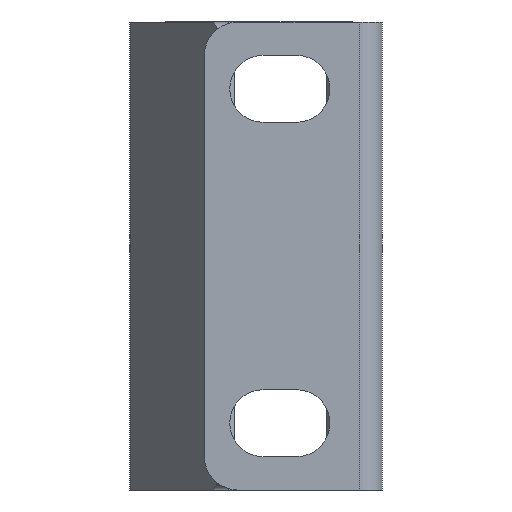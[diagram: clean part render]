
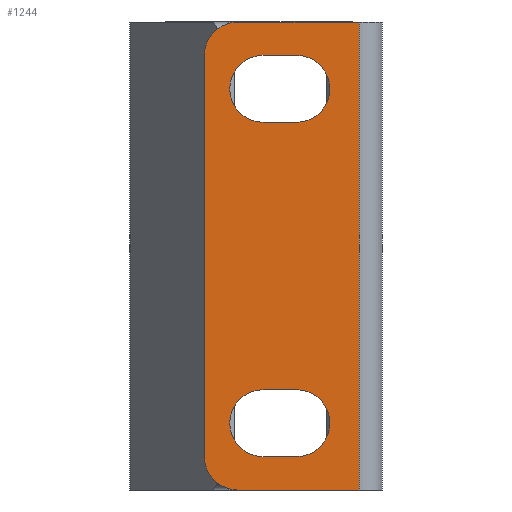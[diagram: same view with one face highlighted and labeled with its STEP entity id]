
A CAD part, left-side view. The second image highlights one B-rep face of the part: STEP entity #1244.
In plain terms, the highlighted planar face has unit normal (-1, 0, 0).
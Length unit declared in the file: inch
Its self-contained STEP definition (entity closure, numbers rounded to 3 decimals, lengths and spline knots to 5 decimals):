
#17 = LINE ( 'NONE', #1750, #1108 ) ;
#38 = DIRECTION ( 'NONE',  ( 1., 0., 0. ) ) ;
#62 = EDGE_CURVE ( 'NONE', #958, #1317, #678, .T. ) ;
#70 = DIRECTION ( 'NONE',  ( 0., 1., 0. ) ) ;
#92 = CARTESIAN_POINT ( 'NONE',  ( 0., 0.688, 0.75 ) ) ;
#97 = AXIS2_PLACEMENT_3D ( 'NONE', #1312, #38, #877 ) ;
#113 = CARTESIAN_POINT ( 'NONE',  ( 0., 0.688, 0.75 ) ) ;
#119 = DIRECTION ( 'NONE',  ( 1., 0., 0. ) ) ;
#140 = CIRCLE ( 'NONE', #519, 0.125 ) ;
#147 = CARTESIAN_POINT ( 'NONE',  ( 0., 0.563, -0.875 ) ) ;
#180 = VERTEX_POINT ( 'NONE', #1323 ) ;
#183 = AXIS2_PLACEMENT_3D ( 'NONE', #1632, #1480, #368 ) ;
#193 = EDGE_CURVE ( 'NONE', #742, #626, #1654, .T. ) ;
#203 = LINE ( 'NONE', #517, #1486 ) ;
#216 = CARTESIAN_POINT ( 'NONE',  ( 0., 0.688, 0.875 ) ) ;
#220 = VERTEX_POINT ( 'NONE', #1460 ) ;
#232 = DIRECTION ( 'NONE',  ( 0., 1., 0. ) ) ;
#242 = VECTOR ( 'NONE', #1181, 39.37008 ) ;
#332 = VERTEX_POINT ( 'NONE', #1745 ) ;
#367 = LINE ( 'NONE', #1058, #1516 ) ;
#368 = DIRECTION ( 'NONE',  ( 0., -1., 0. ) ) ;
#384 = DIRECTION ( 'NONE',  ( 0., 1., 0. ) ) ;
#392 = CIRCLE ( 'NONE', #1413, 0.125 ) ;
#393 = CARTESIAN_POINT ( 'NONE',  ( 0., 0.468, 0.625 ) ) ;
#395 = CARTESIAN_POINT ( 'NONE',  ( 0., 0.468, -0.625 ) ) ;
#427 = ORIENTED_EDGE ( 'NONE', *, *, #1482, .T. ) ;
#433 = LINE ( 'NONE', #989, #242 ) ;
#435 = EDGE_CURVE ( 'NONE', #871, #1239, #392, .T. ) ;
#458 = CARTESIAN_POINT ( 'NONE',  ( 0., 0.468, -0.5 ) ) ;
#467 = PLANE ( 'NONE',  #1470 ) ;
#476 = VECTOR ( 'NONE', #668, 39.37008 ) ;
#492 = CARTESIAN_POINT ( 'NONE',  ( 0., 0.343, 0.5 ) ) ;
#500 = CARTESIAN_POINT ( 'NONE',  ( 0., 0.688, -0.5 ) ) ;
#506 = EDGE_CURVE ( 'NONE', #579, #220, #1506, .T. ) ;
#515 = EDGE_LOOP ( 'NONE', ( #869, #882, #427, #541, #1235, #1356 ) ) ;
#516 = EDGE_CURVE ( 'NONE', #817, #1688, #1367, .T. ) ;
#517 = CARTESIAN_POINT ( 'NONE',  ( 0., 0.688, -0.75 ) ) ;
#519 = AXIS2_PLACEMENT_3D ( 'NONE', #393, #119, #1372 ) ;
#522 = EDGE_LOOP ( 'NONE', ( #1607, #1455, #1581, #1398 ) ) ;
#523 = CARTESIAN_POINT ( 'NONE',  ( 0., 0.343, -0.625 ) ) ;
#540 = CARTESIAN_POINT ( 'NONE',  ( 0., 0.688, -0.875 ) ) ;
#541 = ORIENTED_EDGE ( 'NONE', *, *, #193, .T. ) ;
#550 = CARTESIAN_POINT ( 'NONE',  ( 0., 0.343, -0.5 ) ) ;
#569 = CARTESIAN_POINT ( 'NONE',  ( 0., 0.468, 0.5 ) ) ;
#579 = VERTEX_POINT ( 'NONE', #550 ) ;
#600 = CARTESIAN_POINT ( 'NONE',  ( 0., 0.563, 0.75 ) ) ;
#626 = VERTEX_POINT ( 'NONE', #147 ) ;
#642 = ORIENTED_EDGE ( 'NONE', *, *, #516, .T. ) ;
#668 = DIRECTION ( 'NONE',  ( 0., -1., 0. ) ) ;
#678 = CIRCLE ( 'NONE', #706, 0.125 ) ;
#706 = AXIS2_PLACEMENT_3D ( 'NONE', #600, #1592, #1166 ) ;
#729 = VECTOR ( 'NONE', #1194, 39.37008 ) ;
#742 = VERTEX_POINT ( 'NONE', #1594 ) ;
#752 = CARTESIAN_POINT ( 'NONE',  ( 0., 0.343, 0.75 ) ) ;
#791 = DIRECTION ( 'NONE',  ( 0., 0., -1. ) ) ;
#812 = VECTOR ( 'NONE', #898, 39.37008 ) ;
#817 = VERTEX_POINT ( 'NONE', #1316 ) ;
#828 = DIRECTION ( 'NONE',  ( 0., 0., -1. ) ) ;
#863 = EDGE_CURVE ( 'NONE', #1239, #579, #1212, .T. ) ;
#869 = ORIENTED_EDGE ( 'NONE', *, *, #1814, .T. ) ;
#871 = VERTEX_POINT ( 'NONE', #1623 ) ;
#877 = DIRECTION ( 'NONE',  ( 0., 1., 0. ) ) ;
#882 = ORIENTED_EDGE ( 'NONE', *, *, #62, .T. ) ;
#898 = DIRECTION ( 'NONE',  ( 0., 1., 0. ) ) ;
#958 = VERTEX_POINT ( 'NONE', #1461 ) ;
#989 = CARTESIAN_POINT ( 'NONE',  ( 0., 0.9175, -0.875 ) ) ;
#1058 = CARTESIAN_POINT ( 'NONE',  ( 0., 0.688, 0.5 ) ) ;
#1065 = DIRECTION ( 'NONE',  ( 0., 1., 0. ) ) ;
#1074 = DIRECTION ( 'NONE',  ( 1., 0., 0. ) ) ;
#1099 = AXIS2_PLACEMENT_3D ( 'NONE', #523, #1645, #384 ) ;
#1108 = VECTOR ( 'NONE', #791, 39.37008 ) ;
#1166 = DIRECTION ( 'NONE',  ( 0., 1., 0. ) ) ;
#1181 = DIRECTION ( 'NONE',  ( 0., 1., 0. ) ) ;
#1194 = DIRECTION ( 'NONE',  ( 0., -1., 0. ) ) ;
#1212 = LINE ( 'NONE', #500, #729 ) ;
#1225 = EDGE_CURVE ( 'NONE', #1688, #1305, #1437, .T. ) ;
#1235 = ORIENTED_EDGE ( 'NONE', *, *, #1265, .F. ) ;
#1239 = VERTEX_POINT ( 'NONE', #458 ) ;
#1244 = ADVANCED_FACE ( 'NONE', ( #1707, #1691, #1580 ), #467, .T. ) ;
#1265 = EDGE_CURVE ( 'NONE', #332, #626, #433, .T. ) ;
#1270 = ORIENTED_EDGE ( 'NONE', *, *, #1225, .T. ) ;
#1305 = VERTEX_POINT ( 'NONE', #492 ) ;
#1310 = EDGE_LOOP ( 'NONE', ( #1493, #1768, #642, #1270 ) ) ;
#1312 = CARTESIAN_POINT ( 'NONE',  ( 0., 0.343, 0.625 ) ) ;
#1316 = CARTESIAN_POINT ( 'NONE',  ( 0., 0.468, 0.75 ) ) ;
#1317 = VERTEX_POINT ( 'NONE', #92 ) ;
#1323 = CARTESIAN_POINT ( 'NONE',  ( 0., 0.10831, 0.875 ) ) ;
#1356 = ORIENTED_EDGE ( 'NONE', *, *, #1689, .F. ) ;
#1367 = LINE ( 'NONE', #113, #476 ) ;
#1372 = DIRECTION ( 'NONE',  ( 0., 1., 0. ) ) ;
#1380 = LINE ( 'NONE', #540, #1785 ) ;
#1398 = ORIENTED_EDGE ( 'NONE', *, *, #863, .T. ) ;
#1413 = AXIS2_PLACEMENT_3D ( 'NONE', #395, #1074, #1065 ) ;
#1437 = CIRCLE ( 'NONE', #97, 0.125 ) ;
#1438 = DIRECTION ( 'NONE',  ( -1., 0., 0. ) ) ;
#1455 = ORIENTED_EDGE ( 'NONE', *, *, #1701, .T. ) ;
#1460 = CARTESIAN_POINT ( 'NONE',  ( 0., 0.343, -0.75 ) ) ;
#1461 = CARTESIAN_POINT ( 'NONE',  ( 0., 0.563, 0.875 ) ) ;
#1470 = AXIS2_PLACEMENT_3D ( 'NONE', #1725, #1438, #1589 ) ;
#1480 = DIRECTION ( 'NONE',  ( -1., 0., 0. ) ) ;
#1482 = EDGE_CURVE ( 'NONE', #1317, #742, #1380, .T. ) ;
#1486 = VECTOR ( 'NONE', #70, 39.37008 ) ;
#1493 = ORIENTED_EDGE ( 'NONE', *, *, #1747, .T. ) ;
#1506 = CIRCLE ( 'NONE', #1099, 0.125 ) ;
#1516 = VECTOR ( 'NONE', #232, 39.37008 ) ;
#1548 = EDGE_CURVE ( 'NONE', #1616, #817, #140, .T. ) ;
#1580 = FACE_BOUND ( 'NONE', #522, .T. ) ;
#1581 = ORIENTED_EDGE ( 'NONE', *, *, #435, .T. ) ;
#1589 = DIRECTION ( 'NONE',  ( 0., -1., 0. ) ) ;
#1592 = DIRECTION ( 'NONE',  ( -1., 0., 0. ) ) ;
#1594 = CARTESIAN_POINT ( 'NONE',  ( 0., 0.688, -0.75 ) ) ;
#1600 = LINE ( 'NONE', #216, #812 ) ;
#1607 = ORIENTED_EDGE ( 'NONE', *, *, #506, .T. ) ;
#1616 = VERTEX_POINT ( 'NONE', #569 ) ;
#1623 = CARTESIAN_POINT ( 'NONE',  ( 0., 0.468, -0.75 ) ) ;
#1632 = CARTESIAN_POINT ( 'NONE',  ( 0., 0.563, -0.75 ) ) ;
#1645 = DIRECTION ( 'NONE',  ( 1., 0., 0. ) ) ;
#1654 = CIRCLE ( 'NONE', #183, 0.125 ) ;
#1688 = VERTEX_POINT ( 'NONE', #752 ) ;
#1689 = EDGE_CURVE ( 'NONE', #180, #332, #17, .T. ) ;
#1691 = FACE_OUTER_BOUND ( 'NONE', #515, .T. ) ;
#1701 = EDGE_CURVE ( 'NONE', #220, #871, #203, .T. ) ;
#1707 = FACE_BOUND ( 'NONE', #1310, .T. ) ;
#1725 = CARTESIAN_POINT ( 'NONE',  ( 0., 0.688, -0.875 ) ) ;
#1745 = CARTESIAN_POINT ( 'NONE',  ( 0., 0.10831, -0.875 ) ) ;
#1747 = EDGE_CURVE ( 'NONE', #1305, #1616, #367, .T. ) ;
#1750 = CARTESIAN_POINT ( 'NONE',  ( 0., 0.10831, -0.875 ) ) ;
#1768 = ORIENTED_EDGE ( 'NONE', *, *, #1548, .T. ) ;
#1785 = VECTOR ( 'NONE', #828, 39.37008 ) ;
#1814 = EDGE_CURVE ( 'NONE', #180, #958, #1600, .T. ) ;
